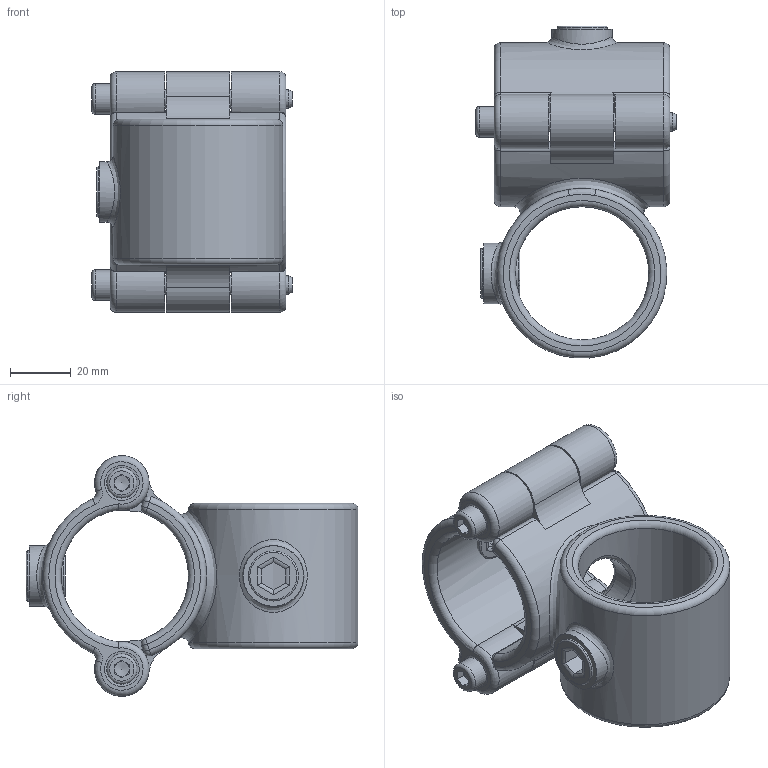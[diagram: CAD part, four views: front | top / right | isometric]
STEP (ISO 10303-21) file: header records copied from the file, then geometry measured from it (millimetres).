
FILE_DESCRIPTION (( 'STEP AP203' ), '1' );
FILE_NAME ('137-C42.STEP', '2024-02-05T12:54:24', ( '' ), ( '' ), 'SwSTEP 2.0', 'SolidWorks 2018', '' );
FILE_SCHEMA (( 'CONFIG_CONTROL_DESIGN' ));
Length unit declared in the file: millimetre
Products named in the file (5): 137-C42; 137-C42 Teil1_137-C42 Teil1; 137-C42 Teil3_137-C42 Teil3; 137-C42 Teil2_137-C42 Teil2; DIN 912 Konfig_DIN 912 M6x60
Assembly tree (6 placements, depth 2):
  137-C42
    137-C42 Teil1_137-C42 Teil1
    137-C42 Teil2_137-C42 Teil2
    137-C42 Teil3_137-C42 Teil3  x2
    DIN 912 Konfig_DIN 912 M6x60  x2
Bounding box: 66 x 109.49 x 79.4 mm (x, y, z)
Volume: 115511.3 mm3; surface area: 47154.8 mm2
Topology: 6 solids, 6 shells, 196 faces, 446 edges, 263 vertices
Faces by surface type: cylinder 75, plane 70, torus 32, sphere 8, bspline 7, cone 4
Full cylindrical faces by diameter (mm): 5 x2, 6 x2, 7.5 x4, 10 x2, 15.25 x2, 16.5 x2, 20 x2, 25 x1, 44 x1
Entity records: 7598 total; most frequent: CARTESIAN_POINT 3720, DIRECTION 728, ORIENTED_EDGE 626, EDGE_CURVE 313, AXIS2_PLACEMENT_3D 305, EDGE_LOOP 208, VERTEX_POINT 201, FACE_OUTER_BOUND 180
